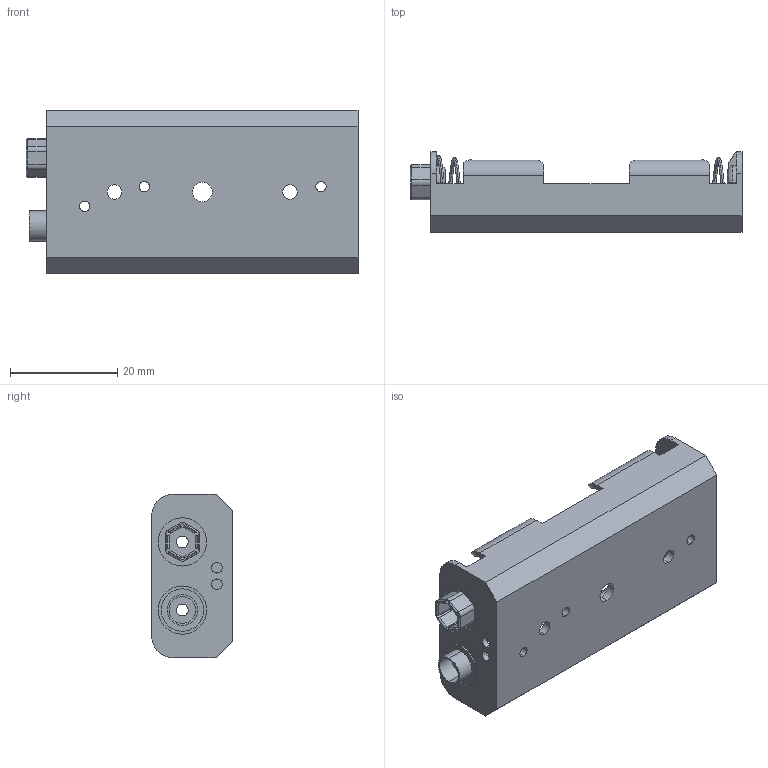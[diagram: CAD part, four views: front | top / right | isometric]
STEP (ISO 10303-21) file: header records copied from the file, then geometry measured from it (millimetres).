
FILE_DESCRIPTION (( 'STEP AP214' ), '1' );
FILE_NAME ('BC2AASF.STEP', '2024-06-05T00:38:42', ( '' ), ( '' ), 'SwSTEP 2.0', 'SolidWorks 2021', '' );
FILE_SCHEMA (( 'AUTOMOTIVE_DESIGN' ));
Length unit declared in the file: millimetre
Products named in the file (1): BC2AASF
Bounding box: 61.9 x 15 x 30.5 mm (x, y, z)
Volume: 4541.6 mm3; surface area: 8811.8 mm2
Topology: 6 solids, 6 shells, 391 faces, 966 edges, 622 vertices
Faces by surface type: plane 200, cylinder 141, torus 38, bspline 12
Entity records: 15375 total; most frequent: CARTESIAN_POINT 5768, DIRECTION 2030, ORIENTED_EDGE 1932, EDGE_CURVE 966, AXIS2_PLACEMENT_3D 724, VERTEX_POINT 622, LINE 582, VECTOR 582
